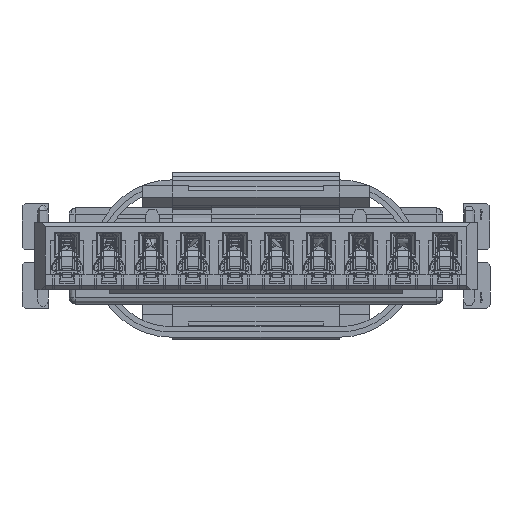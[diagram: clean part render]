
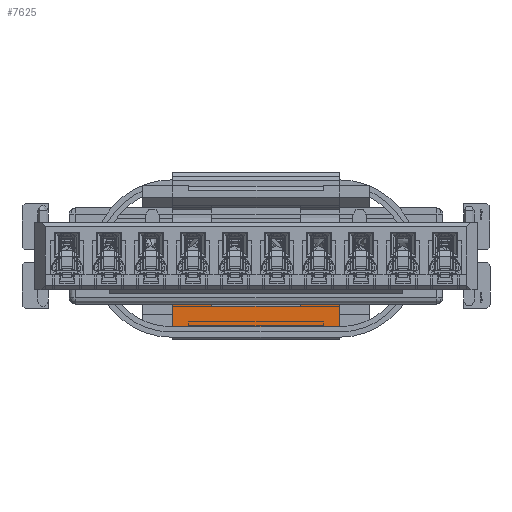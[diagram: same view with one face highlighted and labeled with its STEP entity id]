
A CAD part, front view. The second image highlights one B-rep face of the part: STEP entity #7625.
In plain terms, the highlighted face is planar.
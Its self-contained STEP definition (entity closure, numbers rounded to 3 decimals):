
#719 = VECTOR ( 'NONE', #22478, 1000. ) ;
#934 = VECTOR ( 'NONE', #23284, 1000. ) ;
#1474 = LINE ( 'NONE', #12861, #719 ) ;
#1528 = CARTESIAN_POINT ( 'NONE',  ( 4., 3.35, -3.8 ) ) ;
#1666 = PLANE ( 'NONE',  #12475 ) ;
#1763 = DIRECTION ( 'NONE',  ( 0., 0., 1. ) ) ;
#2450 = DIRECTION ( 'NONE',  ( -1., 0., 0. ) ) ;
#2868 = CARTESIAN_POINT ( 'NONE',  ( -4., 3.35, -3.8 ) ) ;
#4385 = VERTEX_POINT ( 'NONE', #24012 ) ;
#4535 = LINE ( 'NONE', #19710, #16487 ) ;
#5250 = LINE ( 'NONE', #15027, #30733 ) ;
#5392 = EDGE_CURVE ( 'NONE', #13600, #11870, #1474, .T. ) ;
#7008 = CARTESIAN_POINT ( 'NONE',  ( 2.1, 3.35, -2.2 ) ) ;
#7121 = VECTOR ( 'NONE', #11299, 1000. ) ;
#7265 = ORIENTED_EDGE ( 'NONE', *, *, #5392, .T. ) ;
#7625 = ADVANCED_FACE ( 'NONE', ( #8642 ), #1666, .T. ) ;
#8045 = EDGE_CURVE ( 'NONE', #21824, #13600, #5250, .T. ) ;
#8174 = EDGE_CURVE ( 'NONE', #24701, #22357, #13499, .T. ) ;
#8642 = FACE_OUTER_BOUND ( 'NONE', #29209, .T. ) ;
#10073 = CARTESIAN_POINT ( 'NONE',  ( 4., 3.35, -2.2 ) ) ;
#11083 = VECTOR ( 'NONE', #21999, 1000. ) ;
#11299 = DIRECTION ( 'NONE',  ( 0., 0., -1. ) ) ;
#11662 = VECTOR ( 'NONE', #2450, 1000. ) ;
#11870 = VERTEX_POINT ( 'NONE', #7008 ) ;
#12475 = AXIS2_PLACEMENT_3D ( 'NONE', #30465, #16080, #1763 ) ;
#12861 = CARTESIAN_POINT ( 'NONE',  ( 2.1, 3.35, -2.2 ) ) ;
#13060 = CARTESIAN_POINT ( 'NONE',  ( 4., 3.35, -2.2 ) ) ;
#13499 = LINE ( 'NONE', #20809, #7121 ) ;
#13600 = VERTEX_POINT ( 'NONE', #26806 ) ;
#13742 = CARTESIAN_POINT ( 'NONE',  ( 4., 3.35, -2.2 ) ) ;
#13910 = CARTESIAN_POINT ( 'NONE',  ( -2.1, 3.35, -2.4 ) ) ;
#14624 = EDGE_CURVE ( 'NONE', #27428, #4385, #4535, .T. ) ;
#15027 = CARTESIAN_POINT ( 'NONE',  ( 2.1, 3.35, -2.4 ) ) ;
#15141 = ORIENTED_EDGE ( 'NONE', *, *, #23782, .T. ) ;
#15331 = EDGE_CURVE ( 'NONE', #22357, #27428, #18003, .T. ) ;
#16080 = DIRECTION ( 'NONE',  ( 0., 1., 0. ) ) ;
#16225 = ORIENTED_EDGE ( 'NONE', *, *, #8045, .T. ) ;
#16487 = VECTOR ( 'NONE', #22123, 1000. ) ;
#17437 = DIRECTION ( 'NONE',  ( 1., 0., 0. ) ) ;
#17979 = VERTEX_POINT ( 'NONE', #23032 ) ;
#18003 = LINE ( 'NONE', #26334, #11662 ) ;
#18237 = ORIENTED_EDGE ( 'NONE', *, *, #8174, .T. ) ;
#18666 = DIRECTION ( 'NONE',  ( 0., 0., -1. ) ) ;
#19084 = EDGE_CURVE ( 'NONE', #17979, #4385, #19277, .T. ) ;
#19277 = LINE ( 'NONE', #13742, #934 ) ;
#19517 = LINE ( 'NONE', #23510, #25166 ) ;
#19710 = CARTESIAN_POINT ( 'NONE',  ( -4., 3.35, -2.2 ) ) ;
#19906 = ORIENTED_EDGE ( 'NONE', *, *, #19084, .F. ) ;
#20809 = CARTESIAN_POINT ( 'NONE',  ( 4., 3.35, -2.2 ) ) ;
#21824 = VERTEX_POINT ( 'NONE', #13910 ) ;
#21999 = DIRECTION ( 'NONE',  ( -1., 0., 0. ) ) ;
#22045 = ORIENTED_EDGE ( 'NONE', *, *, #14624, .T. ) ;
#22123 = DIRECTION ( 'NONE',  ( 0., 0., 1. ) ) ;
#22357 = VERTEX_POINT ( 'NONE', #1528 ) ;
#22478 = DIRECTION ( 'NONE',  ( 0., 0., 1. ) ) ;
#23032 = CARTESIAN_POINT ( 'NONE',  ( -2.1, 3.35, -2.2 ) ) ;
#23284 = DIRECTION ( 'NONE',  ( -1., 0., 0. ) ) ;
#23510 = CARTESIAN_POINT ( 'NONE',  ( -2.1, 3.35, -2.2 ) ) ;
#23782 = EDGE_CURVE ( 'NONE', #17979, #21824, #19517, .T. ) ;
#23826 = LINE ( 'NONE', #10073, #11083 ) ;
#24012 = CARTESIAN_POINT ( 'NONE',  ( -4., 3.35, -2.2 ) ) ;
#24701 = VERTEX_POINT ( 'NONE', #13060 ) ;
#24827 = ORIENTED_EDGE ( 'NONE', *, *, #30020, .F. ) ;
#25166 = VECTOR ( 'NONE', #18666, 1000. ) ;
#26334 = CARTESIAN_POINT ( 'NONE',  ( 4., 3.35, -3.8 ) ) ;
#26806 = CARTESIAN_POINT ( 'NONE',  ( 2.1, 3.35, -2.4 ) ) ;
#26834 = ORIENTED_EDGE ( 'NONE', *, *, #15331, .T. ) ;
#27428 = VERTEX_POINT ( 'NONE', #2868 ) ;
#29209 = EDGE_LOOP ( 'NONE', ( #16225, #7265, #24827, #18237, #26834, #22045, #19906, #15141 ) ) ;
#30020 = EDGE_CURVE ( 'NONE', #24701, #11870, #23826, .T. ) ;
#30465 = CARTESIAN_POINT ( 'NONE',  ( 4., 3.35, -2.2 ) ) ;
#30733 = VECTOR ( 'NONE', #17437, 1000. ) ;
